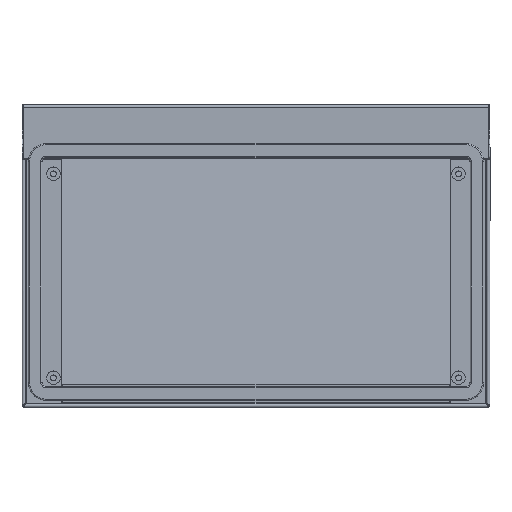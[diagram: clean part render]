
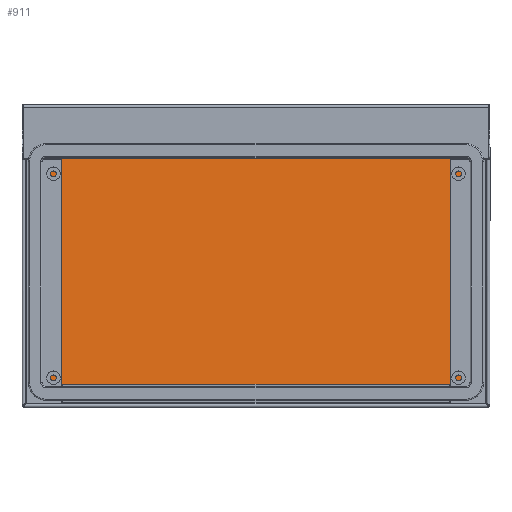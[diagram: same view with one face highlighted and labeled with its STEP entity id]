
A CAD part, front view. The second image highlights one B-rep face of the part: STEP entity #911.
In plain terms, the highlighted planar face has unit normal (0, -0.996, 0.087).
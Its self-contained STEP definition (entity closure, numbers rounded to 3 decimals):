
#22 = DIRECTION ( 'NONE',  ( 0., -0.087, -0.996 ) ) ;
#509 = DIRECTION ( 'NONE',  ( -1., 0., 0. ) ) ;
#584 = EDGE_CURVE ( 'NONE', #4781, #4817, #5049, .T. ) ;
#911 = ADVANCED_FACE ( 'NONE', ( #1989 ), #2990, .T. ) ;
#1355 = AXIS2_PLACEMENT_3D ( 'NONE', #1475, #5596, #22 ) ;
#1475 = CARTESIAN_POINT ( 'NONE',  ( 203., 31.004, -117.913 ) ) ;
#1479 = VECTOR ( 'NONE', #2362, 1000. ) ;
#1693 = VERTEX_POINT ( 'NONE', #5459 ) ;
#1989 = FACE_OUTER_BOUND ( 'NONE', #3088, .T. ) ;
#2362 = DIRECTION ( 'NONE',  ( -1., 0., 0. ) ) ;
#2496 = CARTESIAN_POINT ( 'NONE',  ( 203., 31.004, -117.913 ) ) ;
#2534 = ORIENTED_EDGE ( 'NONE', *, *, #6019, .F. ) ;
#2640 = CARTESIAN_POINT ( 'NONE',  ( 203., 31.164, -116.087 ) ) ;
#2990 = PLANE ( 'NONE',  #1355 ) ;
#3055 = DIRECTION ( 'NONE',  ( 0., 0.087, 0.996 ) ) ;
#3088 = EDGE_LOOP ( 'NONE', ( #4208, #3995, #2534, #5021 ) ) ;
#3330 = CARTESIAN_POINT ( 'NONE',  ( 203., 52.634, 129.32 ) ) ;
#3468 = EDGE_CURVE ( 'NONE', #4817, #5945, #5335, .T. ) ;
#3653 = LINE ( 'NONE', #5535, #5593 ) ;
#3709 = VECTOR ( 'NONE', #3055, 1000. ) ;
#3955 = VECTOR ( 'NONE', #5988, 1000. ) ;
#3995 = ORIENTED_EDGE ( 'NONE', *, *, #5224, .F. ) ;
#4026 = CARTESIAN_POINT ( 'NONE',  ( -203., 31.004, -117.913 ) ) ;
#4175 = CARTESIAN_POINT ( 'NONE',  ( 203., 52.634, 129.32 ) ) ;
#4208 = ORIENTED_EDGE ( 'NONE', *, *, #3468, .T. ) ;
#4781 = VERTEX_POINT ( 'NONE', #2640 ) ;
#4817 = VERTEX_POINT ( 'NONE', #4175 ) ;
#5021 = ORIENTED_EDGE ( 'NONE', *, *, #584, .T. ) ;
#5049 = LINE ( 'NONE', #2496, #3955 ) ;
#5224 = EDGE_CURVE ( 'NONE', #1693, #5945, #5643, .T. ) ;
#5335 = LINE ( 'NONE', #3330, #1479 ) ;
#5459 = CARTESIAN_POINT ( 'NONE',  ( -203., 31.164, -116.087 ) ) ;
#5535 = CARTESIAN_POINT ( 'NONE',  ( 203., 31.164, -116.087 ) ) ;
#5593 = VECTOR ( 'NONE', #509, 1000. ) ;
#5596 = DIRECTION ( 'NONE',  ( 0., -0.996, 0.087 ) ) ;
#5643 = LINE ( 'NONE', #4026, #3709 ) ;
#5651 = CARTESIAN_POINT ( 'NONE',  ( -203., 52.634, 129.32 ) ) ;
#5945 = VERTEX_POINT ( 'NONE', #5651 ) ;
#5988 = DIRECTION ( 'NONE',  ( 0., 0.087, 0.996 ) ) ;
#6019 = EDGE_CURVE ( 'NONE', #4781, #1693, #3653, .T. ) ;
